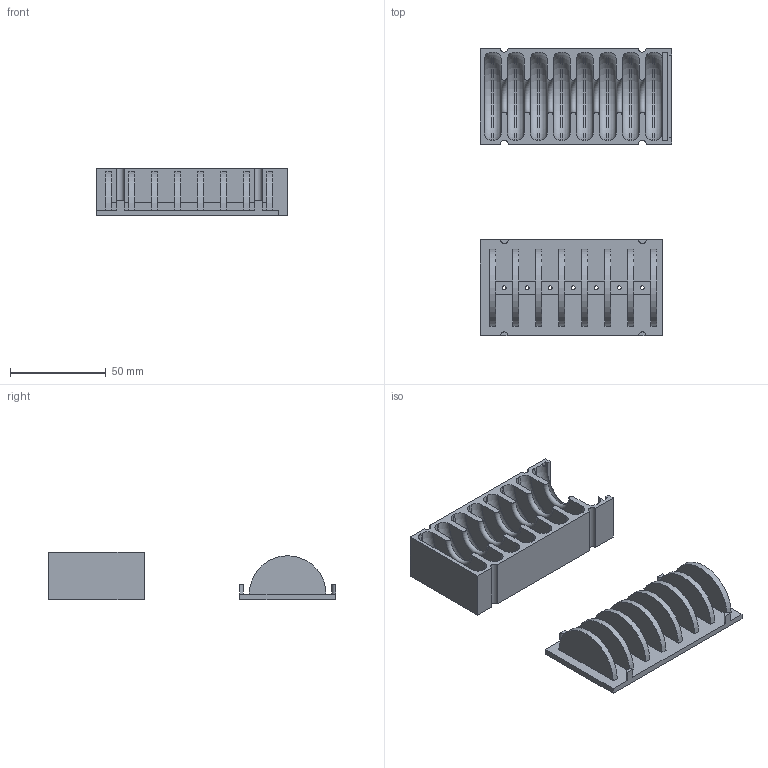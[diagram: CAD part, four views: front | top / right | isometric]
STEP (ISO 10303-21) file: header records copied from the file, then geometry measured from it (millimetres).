
FILE_DESCRIPTION(/* description */ (''),/* implementation_level */ '2;1');
FILE_NAME(/* name */ '二代模具 v2.step',/* time_stamp */ '2022-08-16T21:25:07-07:00',/* author */ (''),/* organization */ (''),/* preprocessor_version */ 'ST-DEVELOPER v19',/* originating_system */ 'Autodesk Translation Framework v11.7.0.108',/* authorisation */ '');
FILE_SCHEMA (('AUTOMOTIVE_DESIGN { 1 0 10303 214 3 1 1 }'));
Length unit declared in the file: millimetre
Products named in the file (3): 二代模具; mold box; lid
Assembly tree (2 placements, depth 2):
  二代模具
    mold box
    lid
Bounding box: 99.91 x 149.78 x 25 mm (x, y, z)
Volume: 91899 mm3; surface area: 50269.5 mm2
Topology: 2 solids, 2 shells, 134 faces, 387 edges, 258 vertices
Faces by surface type: plane 80, cylinder 31, torus 23
Full cylindrical faces by diameter (mm): 2 x7
Entity records: 4576 total; most frequent: DIRECTION 803, CARTESIAN_POINT 784, ORIENTED_EDGE 774, EDGE_CURVE 387, AXIS2_PLACEMENT_3D 277, VERTEX_POINT 258, LINE 249, VECTOR 249
